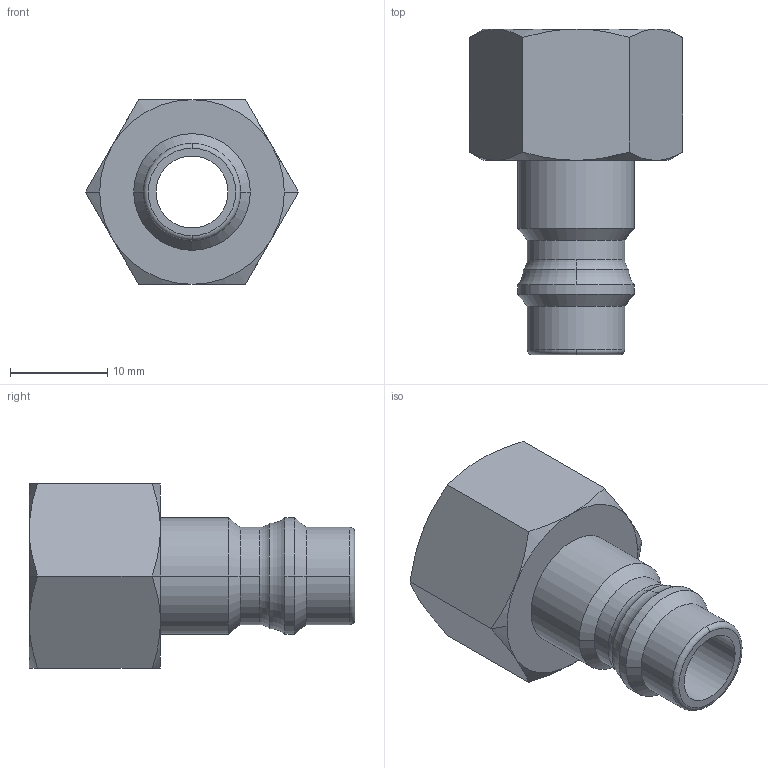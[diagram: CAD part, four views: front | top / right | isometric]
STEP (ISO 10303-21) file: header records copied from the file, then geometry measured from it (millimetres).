
FILE_DESCRIPTION(('STEP AP214'),'1');
FILE_NAME('esi1a_38_ni.stp','2020-03-05T09:15:58',('TraceParts'),('TraceParts S.A.'),'Spatial InterOp 3D',' ',' ');
FILE_SCHEMA(('automotive_design'));
Length unit declared in the file: millimetre
Products named in the file (1): 1
Bounding box: 21.94 x 33.5 x 19 mm (x, y, z)
Volume: 3286.1 mm3; surface area: 3088.1 mm2
Topology: 1 solids, 1 shells, 50 faces, 112 edges, 66 vertices
Faces by surface type: cone 22, cylinder 12, plane 10, torus 6
Entity records: 1832 total; most frequent: CARTESIAN_POINT 325, DIRECTION 250, ORIENTED_EDGE 224, EDGE_CURVE 112, AXIS2_PLACEMENT_3D 111, VERTEX_POINT 66, CIRCLE 60, EDGE_LOOP 54
